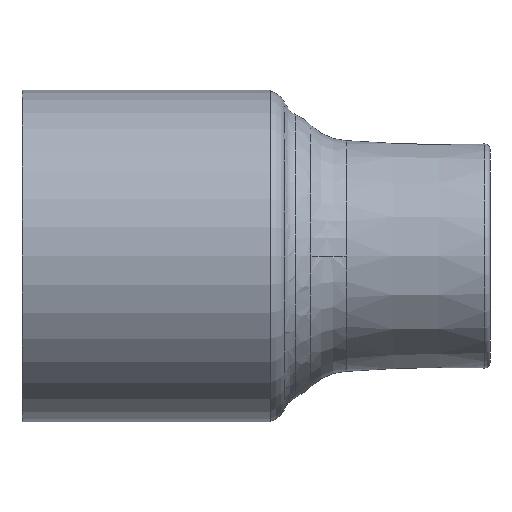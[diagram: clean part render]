
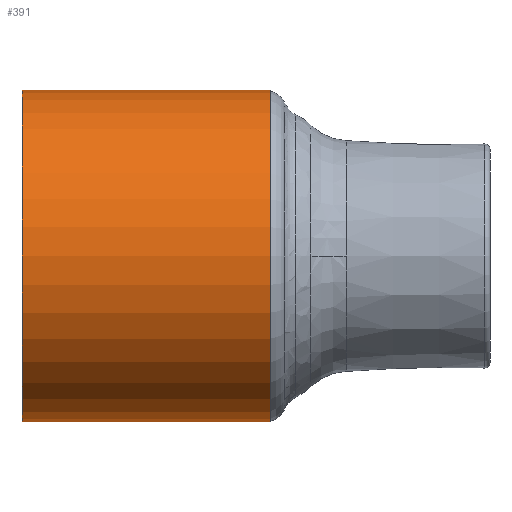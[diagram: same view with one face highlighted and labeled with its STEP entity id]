
A CAD part, front view. The second image highlights one B-rep face of the part: STEP entity #391.
In plain terms, the highlighted cylindrical face has radius 16 mm (diameter 32 mm), a full revolution.
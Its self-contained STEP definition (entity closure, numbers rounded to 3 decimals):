
#36=CYLINDRICAL_SURFACE('',#443,16.);
#44=LINE('',#1128,#53);
#53=VECTOR('',#535,15.);
#76=FACE_OUTER_BOUND('',#106,.T.);
#106=EDGE_LOOP('',(#330,#331,#332,#333));
#134=CIRCLE('',#442,16.);
#135=CIRCLE('',#444,16.);
#190=VERTEX_POINT('',#1123);
#191=VERTEX_POINT('',#1126);
#239=EDGE_CURVE('',#190,#190,#134,.F.);
#240=EDGE_CURVE('',#191,#191,#135,.T.);
#241=EDGE_CURVE('',#191,#190,#44,.T.);
#330=ORIENTED_EDGE('',*,*,#240,.F.);
#331=ORIENTED_EDGE('',*,*,#241,.T.);
#332=ORIENTED_EDGE('',*,*,#239,.F.);
#333=ORIENTED_EDGE('',*,*,#241,.F.);
#391=ADVANCED_FACE('',(#76),#36,.T.);
#442=AXIS2_PLACEMENT_3D('',#1124,#529,#530);
#443=AXIS2_PLACEMENT_3D('',#1125,#531,#532);
#444=AXIS2_PLACEMENT_3D('',#1127,#533,#534);
#529=DIRECTION('center_axis',(1.,0.,0.));
#530=DIRECTION('ref_axis',(0.,1.,0.));
#531=DIRECTION('center_axis',(1.,0.,0.));
#532=DIRECTION('ref_axis',(0.,1.,0.));
#533=DIRECTION('center_axis',(1.,0.,0.));
#534=DIRECTION('ref_axis',(0.,1.,0.));
#535=DIRECTION('',(-1.,0.,0.));
#1123=CARTESIAN_POINT('',(-10.224,-22.,0.));
#1124=CARTESIAN_POINT('Origin',(-10.224,-6.,0.));
#1125=CARTESIAN_POINT('Origin',(9.776,-6.,0.));
#1126=CARTESIAN_POINT('',(13.776,-22.,0.));
#1127=CARTESIAN_POINT('Origin',(13.776,-6.,0.));
#1128=CARTESIAN_POINT('',(9.776,-22.,0.));
